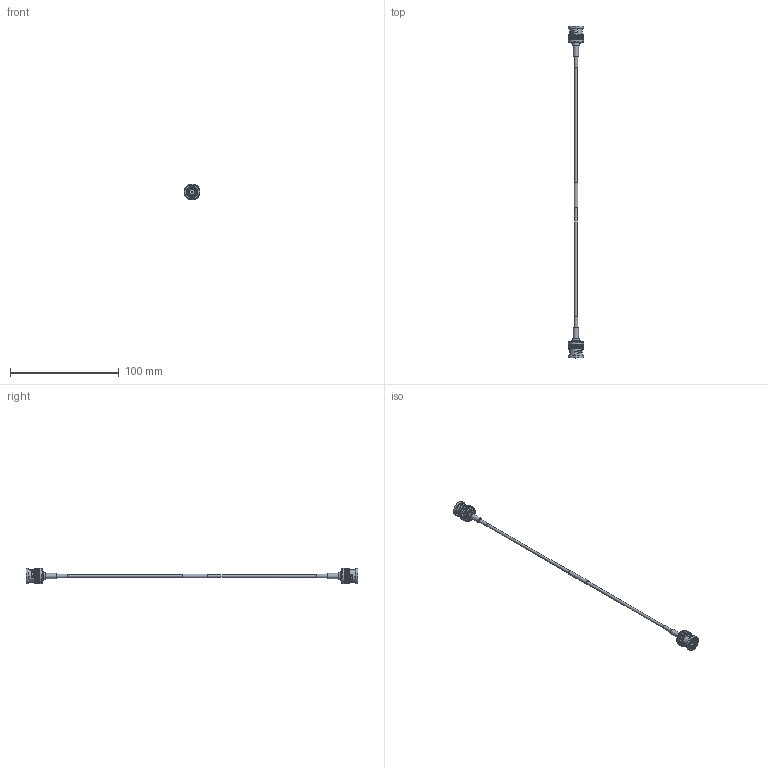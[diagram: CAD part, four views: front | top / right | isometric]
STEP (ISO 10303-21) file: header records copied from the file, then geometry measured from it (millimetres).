
FILE_DESCRIPTION(/* description */ ('Unknown'),/* implementation_level */ '2;1');
FILE_NAME(/* name */ '65509811630501',/* time_stamp */ '2023-06-05T16:35:22+02:00',/* author */ ('Unknown'),/* organization */ ('Unknown'),/* preprocessor_version */ 'ST-DEVELOPER v18.102',/* originating_system */ 'Solid Edge',/* authorisation */ 'Unknown');
FILE_SCHEMA (('AUTOMOTIVE_DESIGN {1 0 10303 214 3 1 1}'));
Length unit declared in the file: millimetre
Products named in the file (1): 65509811630501
Bounding box: 14.5 x 304.8 x 14.5 mm (x, y, z)
Volume: 5023.4 mm3; surface area: 5917.4 mm2
Topology: 1 solids, 1 shells, 927 faces, 2115 edges, 1208 vertices
Faces by surface type: plane 668, cylinder 219, torus 24, cone 16
Full cylindrical faces by diameter (mm): 1.35 x2, 2.6 x2, 3 x2, 3.6 x1, 4.7 x2, 5 x2, 6.5 x2, 7.3 x2, 7.7 x2, 8.4 x2, 9.5 x2, 9.8 x2, 11.35 x2, 12.8 x2, 13.9 x6
Entity records: 31555 total; most frequent: CARTESIAN_POINT 5384, DIRECTION 4042, ORIENTED_EDGE 4036, EDGE_CURVE 2018, AXIS2_PLACEMENT_3D 1510, VERTEX_POINT 1172, LINE 1022, VECTOR 1022
